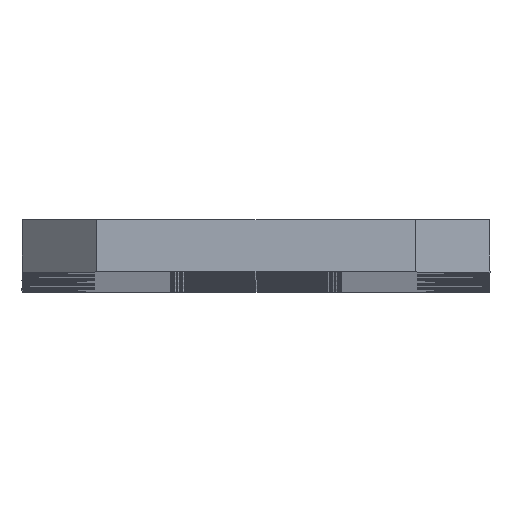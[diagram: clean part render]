
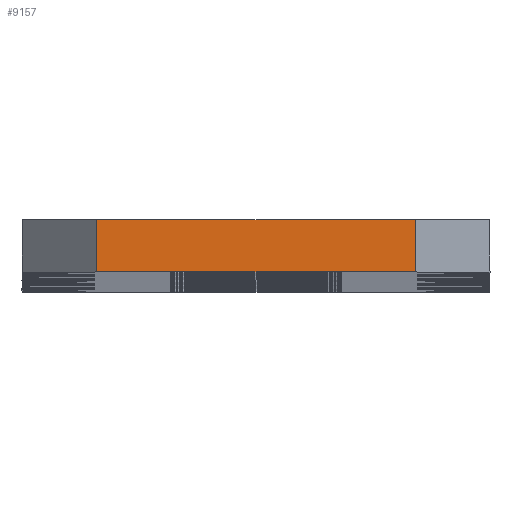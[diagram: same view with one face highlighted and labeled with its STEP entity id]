
A CAD part, top view. The second image highlights one B-rep face of the part: STEP entity #9157.
In plain terms, the highlighted planar face has unit normal (0, 0, 1).
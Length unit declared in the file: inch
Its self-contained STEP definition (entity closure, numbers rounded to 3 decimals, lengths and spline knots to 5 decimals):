
#1841=FACE_OUTER_BOUND('',#2293,.T.);
#2293=EDGE_LOOP('',(#8345,#8346,#8347,#8348));
#2423=LINE('',#12963,#3327);
#2683=LINE('',#13779,#3587);
#2929=LINE('',#14475,#3833);
#3184=LINE('',#14921,#4088);
#3327=VECTOR('',#10242,0.34);
#3587=VECTOR('',#10800,0.34);
#3833=VECTOR('',#11370,0.056);
#4088=VECTOR('',#12007,0.056);
#4256=VERTEX_POINT('',#12960);
#4257=VERTEX_POINT('',#12962);
#4663=VERTEX_POINT('',#13776);
#4664=VERTEX_POINT('',#13778);
#5058=EDGE_CURVE('',#4257,#4256,#2423,.T.);
#5466=EDGE_CURVE('',#4663,#4664,#2683,.T.);
#5833=EDGE_CURVE('',#4663,#4257,#2929,.T.);
#6088=EDGE_CURVE('',#4256,#4664,#3184,.T.);
#8345=ORIENTED_EDGE('',*,*,#5058,.T.);
#8346=ORIENTED_EDGE('',*,*,#6088,.T.);
#8347=ORIENTED_EDGE('',*,*,#5466,.F.);
#8348=ORIENTED_EDGE('',*,*,#5833,.T.);
#8773=PLANE('',#9875);
#9157=ADVANCED_FACE('',(#1841),#8773,.F.);
#9875=AXIS2_PLACEMENT_3D('',#15094,#12293,#12294);
#10242=DIRECTION('',(1.,0.,0.));
#10800=DIRECTION('',(1.,0.,0.));
#11370=DIRECTION('',(0.,-1.,0.));
#12007=DIRECTION('',(0.,1.,0.));
#12293=DIRECTION('center_axis',(0.,0.,-1.));
#12294=DIRECTION('ref_axis',(-1.,0.,0.));
#12960=CARTESIAN_POINT('',(0.42,0.,0.));
#12962=CARTESIAN_POINT('',(0.08,0.,0.));
#12963=CARTESIAN_POINT('',(0.08,0.,0.));
#13776=CARTESIAN_POINT('',(0.08,0.056,0.));
#13778=CARTESIAN_POINT('',(0.42,0.056,0.));
#13779=CARTESIAN_POINT('',(0.08,0.056,0.));
#14475=CARTESIAN_POINT('',(0.08,0.056,0.));
#14921=CARTESIAN_POINT('',(0.42,0.,0.));
#15094=CARTESIAN_POINT('Origin',(0.,0.056,0.));
